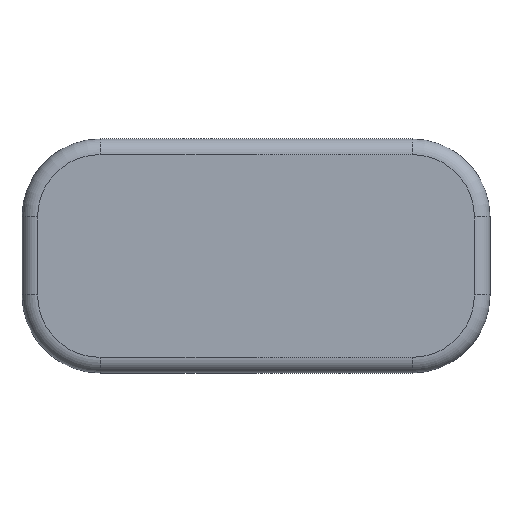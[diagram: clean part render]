
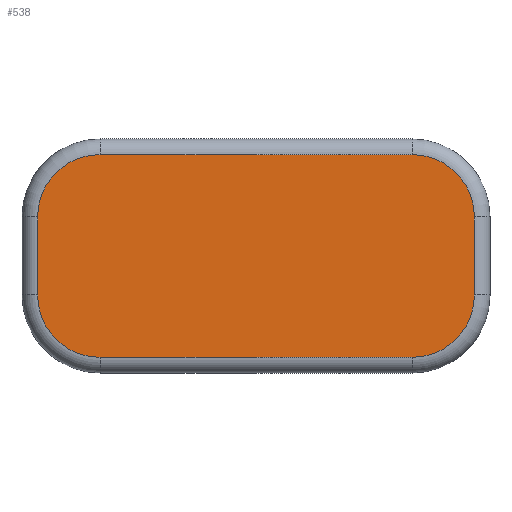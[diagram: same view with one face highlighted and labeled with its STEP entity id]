
A CAD part, top view. The second image highlights one B-rep face of the part: STEP entity #538.
In plain terms, the highlighted planar face has unit normal (0, 0, 1).
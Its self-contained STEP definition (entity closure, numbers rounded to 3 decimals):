
#18 = DIRECTION ( 'NONE',  ( -1., 0., 0. ) ) ;
#20 = CARTESIAN_POINT ( 'NONE',  ( 20., 5., 2.5 ) ) ;
#30 = CARTESIAN_POINT ( 'NONE',  ( 20., -5., 2.5 ) ) ;
#34 = CARTESIAN_POINT ( 'NONE',  ( -28., -5., 2.5 ) ) ;
#35 = DIRECTION ( 'NONE',  ( 0., 0., 1. ) ) ;
#47 = DIRECTION ( 'NONE',  ( 1., 0., 0. ) ) ;
#54 = DIRECTION ( 'NONE',  ( 1., 0., 0. ) ) ;
#67 = CARTESIAN_POINT ( 'NONE',  ( 28., 5., 2.5 ) ) ;
#68 = CARTESIAN_POINT ( 'NONE',  ( -20., -5., 2.5 ) ) ;
#69 = DIRECTION ( 'NONE',  ( 0., 1., 0. ) ) ;
#71 = DIRECTION ( 'NONE',  ( 0., 0., 1. ) ) ;
#72 = DIRECTION ( 'NONE',  ( 1., 0., 0. ) ) ;
#78 = CARTESIAN_POINT ( 'NONE',  ( -20., 13., 2.5 ) ) ;
#87 = CARTESIAN_POINT ( 'NONE',  ( 20., -13., 2.5 ) ) ;
#89 = DIRECTION ( 'NONE',  ( 1., 0., 0. ) ) ;
#97 = DIRECTION ( 'NONE',  ( 0., 0., 1. ) ) ;
#100 = DIRECTION ( 'NONE',  ( 1., 0., 0. ) ) ;
#105 = DIRECTION ( 'NONE',  ( 0., -1., 0. ) ) ;
#130 = DIRECTION ( 'NONE',  ( 0., 0., 1. ) ) ;
#142 = CARTESIAN_POINT ( 'NONE',  ( -20., 5., 2.5 ) ) ;
#330 = CARTESIAN_POINT ( 'NONE',  ( -28., -5., 2.5 ) ) ;
#331 = CARTESIAN_POINT ( 'NONE',  ( 20., 13., 2.5 ) ) ;
#334 = CARTESIAN_POINT ( 'NONE',  ( 20., -13., 2.5 ) ) ;
#337 = CARTESIAN_POINT ( 'NONE',  ( 28., 5., 2.5 ) ) ;
#359 = CARTESIAN_POINT ( 'NONE',  ( 28., -5., 2.5 ) ) ;
#364 = CARTESIAN_POINT ( 'NONE',  ( -20., -13., 2.5 ) ) ;
#374 = CARTESIAN_POINT ( 'NONE',  ( -28., 5., 2.5 ) ) ;
#382 = CARTESIAN_POINT ( 'NONE',  ( -20., 13., 2.5 ) ) ;
#538 = ADVANCED_FACE ( 'NONE', ( #2376 ), #1709, .T. ) ;
#923 = VERTEX_POINT ( 'NONE', #374 ) ;
#927 = VERTEX_POINT ( 'NONE', #337 ) ;
#928 = VERTEX_POINT ( 'NONE', #359 ) ;
#929 = VERTEX_POINT ( 'NONE', #334 ) ;
#930 = VERTEX_POINT ( 'NONE', #364 ) ;
#931 = VERTEX_POINT ( 'NONE', #330 ) ;
#965 = VERTEX_POINT ( 'NONE', #382 ) ;
#967 = VERTEX_POINT ( 'NONE', #331 ) ;
#1014 = EDGE_LOOP ( 'NONE', ( #1235, #1275, #1289, #1208, #1204, #1162, #1175, #1178 ) ) ;
#1162 = ORIENTED_EDGE ( 'NONE', *, *, #1456, .T. ) ;
#1175 = ORIENTED_EDGE ( 'NONE', *, *, #1457, .T. ) ;
#1178 = ORIENTED_EDGE ( 'NONE', *, *, #1450, .T. ) ;
#1204 = ORIENTED_EDGE ( 'NONE', *, *, #1455, .T. ) ;
#1208 = ORIENTED_EDGE ( 'NONE', *, *, #1454, .T. ) ;
#1235 = ORIENTED_EDGE ( 'NONE', *, *, #1459, .T. ) ;
#1275 = ORIENTED_EDGE ( 'NONE', *, *, #1460, .T. ) ;
#1289 = ORIENTED_EDGE ( 'NONE', *, *, #1461, .T. ) ;
#1450 = EDGE_CURVE ( 'NONE', #927, #967, #2099, .T. ) ;
#1454 = EDGE_CURVE ( 'NONE', #931, #930, #2004, .T. ) ;
#1455 = EDGE_CURVE ( 'NONE', #930, #929, #2002, .T. ) ;
#1456 = EDGE_CURVE ( 'NONE', #929, #928, #2001, .T. ) ;
#1457 = EDGE_CURVE ( 'NONE', #928, #927, #1996, .T. ) ;
#1459 = EDGE_CURVE ( 'NONE', #967, #965, #1993, .T. ) ;
#1460 = EDGE_CURVE ( 'NONE', #965, #923, #1991, .T. ) ;
#1461 = EDGE_CURVE ( 'NONE', #923, #931, #1988, .T. ) ;
#1491 = AXIS2_PLACEMENT_3D ( 'NONE', #142, #130, #89 ) ;
#1492 = AXIS2_PLACEMENT_3D ( 'NONE', #30, #71, #72 ) ;
#1495 = AXIS2_PLACEMENT_3D ( 'NONE', #68, #97, #47 ) ;
#1499 = AXIS2_PLACEMENT_3D ( 'NONE', #20, #35, #54 ) ;
#1610 = AXIS2_PLACEMENT_3D ( 'NONE', #1711, #1706, #1703 ) ;
#1703 = DIRECTION ( 'NONE',  ( 1., 0., 0. ) ) ;
#1706 = DIRECTION ( 'NONE',  ( 0., 0., 1. ) ) ;
#1709 = PLANE ( 'NONE',  #1610 ) ;
#1711 = CARTESIAN_POINT ( 'NONE',  ( -30., 15., 2.5 ) ) ;
#1985 = VECTOR ( 'NONE', #105, 1000. ) ;
#1988 = LINE ( 'NONE', #34, #1985 ) ;
#1990 = VECTOR ( 'NONE', #18, 1000. ) ;
#1991 = CIRCLE ( 'NONE', #1491, 8. ) ;
#1993 = LINE ( 'NONE', #78, #1990 ) ;
#1994 = VECTOR ( 'NONE', #69, 1000. ) ;
#1996 = LINE ( 'NONE', #67, #1994 ) ;
#1997 = VECTOR ( 'NONE', #100, 1000. ) ;
#2001 = CIRCLE ( 'NONE', #1492, 8. ) ;
#2002 = LINE ( 'NONE', #87, #1997 ) ;
#2004 = CIRCLE ( 'NONE', #1495, 8. ) ;
#2099 = CIRCLE ( 'NONE', #1499, 8. ) ;
#2376 = FACE_OUTER_BOUND ( 'NONE', #1014, .T. ) ;
